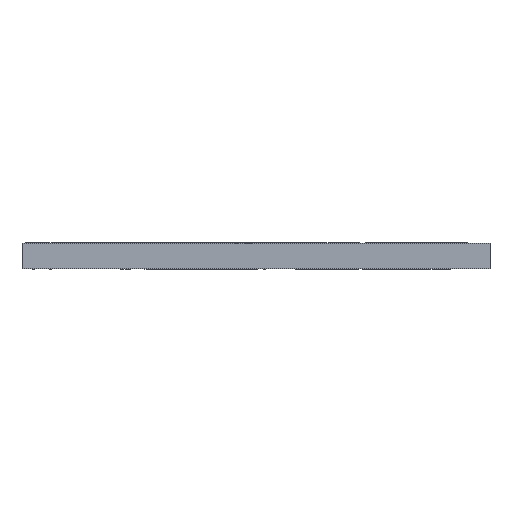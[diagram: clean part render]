
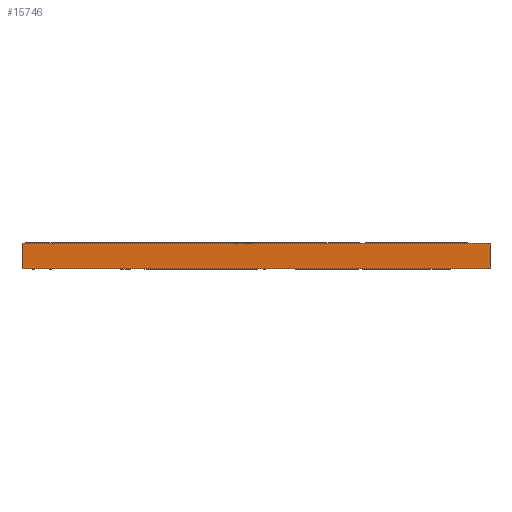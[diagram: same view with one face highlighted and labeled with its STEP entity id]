
A CAD part, front view. The second image highlights one B-rep face of the part: STEP entity #15746.
In plain terms, the highlighted planar face has unit normal (0, -1, 0).
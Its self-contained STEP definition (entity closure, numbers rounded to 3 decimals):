
#15746 = ADVANCED_FACE('',(#15747),#15781,.T.);
#15747 = FACE_BOUND('',#15748,.T.);
#15748 = EDGE_LOOP('',(#15749,#15759,#15767,#15775));
#15749 = ORIENTED_EDGE('',*,*,#15750,.T.);
#15750 = EDGE_CURVE('',#15751,#15753,#15755,.T.);
#15751 = VERTEX_POINT('',#15752);
#15752 = CARTESIAN_POINT('',(14.,-14.,0.));
#15753 = VERTEX_POINT('',#15754);
#15754 = CARTESIAN_POINT('',(14.,-14.,1.51));
#15755 = LINE('',#15756,#15757);
#15756 = CARTESIAN_POINT('',(14.,-14.,0.));
#15757 = VECTOR('',#15758,1.);
#15758 = DIRECTION('',(0.,0.,1.));
#15759 = ORIENTED_EDGE('',*,*,#15760,.T.);
#15760 = EDGE_CURVE('',#15753,#15761,#15763,.T.);
#15761 = VERTEX_POINT('',#15762);
#15762 = CARTESIAN_POINT('',(-14.,-14.,1.51));
#15763 = LINE('',#15764,#15765);
#15764 = CARTESIAN_POINT('',(14.,-14.,1.51));
#15765 = VECTOR('',#15766,1.);
#15766 = DIRECTION('',(-1.,0.,0.));
#15767 = ORIENTED_EDGE('',*,*,#15768,.F.);
#15768 = EDGE_CURVE('',#15769,#15761,#15771,.T.);
#15769 = VERTEX_POINT('',#15770);
#15770 = CARTESIAN_POINT('',(-14.,-14.,0.));
#15771 = LINE('',#15772,#15773);
#15772 = CARTESIAN_POINT('',(-14.,-14.,0.));
#15773 = VECTOR('',#15774,1.);
#15774 = DIRECTION('',(0.,0.,1.));
#15775 = ORIENTED_EDGE('',*,*,#15776,.F.);
#15776 = EDGE_CURVE('',#15751,#15769,#15777,.T.);
#15777 = LINE('',#15778,#15779);
#15778 = CARTESIAN_POINT('',(14.,-14.,0.));
#15779 = VECTOR('',#15780,1.);
#15780 = DIRECTION('',(-1.,0.,0.));
#15781 = PLANE('',#15782);
#15782 = AXIS2_PLACEMENT_3D('',#15783,#15784,#15785);
#15783 = CARTESIAN_POINT('',(14.,-14.,0.));
#15784 = DIRECTION('',(0.,-1.,0.));
#15785 = DIRECTION('',(-1.,0.,0.));
